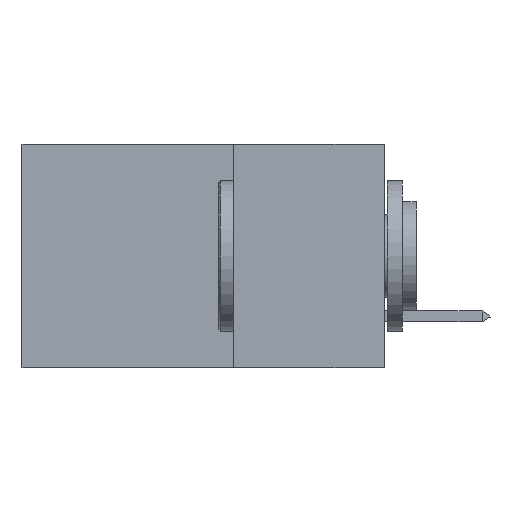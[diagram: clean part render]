
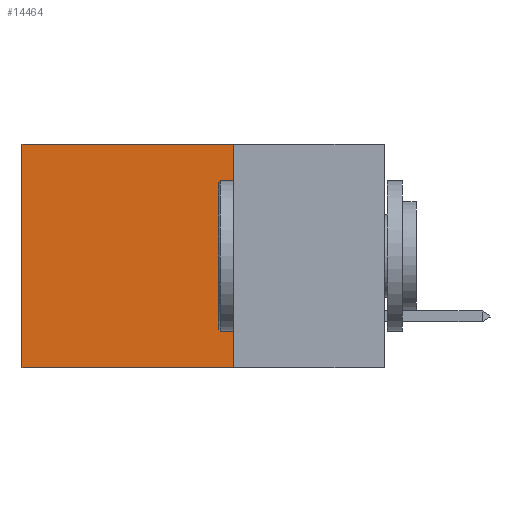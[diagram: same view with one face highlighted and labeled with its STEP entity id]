
A CAD part, left-side view. The second image highlights one B-rep face of the part: STEP entity #14464.
In plain terms, the highlighted planar face has unit normal (-1, 0, 0).
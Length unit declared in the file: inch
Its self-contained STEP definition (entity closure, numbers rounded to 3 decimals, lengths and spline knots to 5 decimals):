
#496 = CARTESIAN_POINT ( 'NONE',  ( 0.2875, 0.6, 0. ) ) ;
#2058 = DIRECTION ( 'NONE',  ( 0., 1., 0. ) ) ;
#3409 = EDGE_CURVE ( 'NONE', #3986, #29479, #8499, .T. ) ;
#3578 = VERTEX_POINT ( 'NONE', #496 ) ;
#3588 = CARTESIAN_POINT ( 'NONE',  ( 0.2875, 0.25, -0.37 ) ) ;
#3986 = VERTEX_POINT ( 'NONE', #17206 ) ;
#4045 = DIRECTION ( 'NONE',  ( 0., 1., 0. ) ) ;
#6636 = VERTEX_POINT ( 'NONE', #29807 ) ;
#8326 = FACE_OUTER_BOUND ( 'NONE', #42543, .T. ) ;
#8499 = LINE ( 'NONE', #28162, #29645 ) ;
#8828 = ORIENTED_EDGE ( 'NONE', *, *, #34483, .T. ) ;
#9420 = CARTESIAN_POINT ( 'NONE',  ( 0.2875, 0.25, 0. ) ) ;
#11230 = CARTESIAN_POINT ( 'NONE',  ( 0.2875, 0.6, 0. ) ) ;
#11611 = LINE ( 'NONE', #19754, #14961 ) ;
#14464 = ADVANCED_FACE ( 'NONE', ( #8326 ), #30716, .F. ) ;
#14961 = VECTOR ( 'NONE', #2058, 39.37008 ) ;
#17206 = CARTESIAN_POINT ( 'NONE',  ( 0.2875, 0.25, 0. ) ) ;
#19754 = CARTESIAN_POINT ( 'NONE',  ( 0.2875, 0.25, 0. ) ) ;
#23069 = CARTESIAN_POINT ( 'NONE',  ( 0.2875, 0.25, -0.37 ) ) ;
#23083 = EDGE_CURVE ( 'NONE', #29479, #6636, #31004, .T. ) ;
#25754 = AXIS2_PLACEMENT_3D ( 'NONE', #9420, #33806, #30094 ) ;
#26733 = ORIENTED_EDGE ( 'NONE', *, *, #30482, .T. ) ;
#27134 = ORIENTED_EDGE ( 'NONE', *, *, #3409, .F. ) ;
#28162 = CARTESIAN_POINT ( 'NONE',  ( 0.2875, 0.25, 0. ) ) ;
#29479 = VERTEX_POINT ( 'NONE', #23069 ) ;
#29645 = VECTOR ( 'NONE', #35415, 39.37008 ) ;
#29807 = CARTESIAN_POINT ( 'NONE',  ( 0.2875, 0.6, -0.37 ) ) ;
#30094 = DIRECTION ( 'NONE',  ( 0., 0., -1. ) ) ;
#30482 = EDGE_CURVE ( 'NONE', #3578, #6636, #32135, .T. ) ;
#30716 = PLANE ( 'NONE',  #25754 ) ;
#31004 = LINE ( 'NONE', #3588, #42630 ) ;
#32135 = LINE ( 'NONE', #11230, #41514 ) ;
#33806 = DIRECTION ( 'NONE',  ( 1., 0., 0. ) ) ;
#34483 = EDGE_CURVE ( 'NONE', #3986, #3578, #11611, .T. ) ;
#35415 = DIRECTION ( 'NONE',  ( 0., 0., -1. ) ) ;
#36055 = DIRECTION ( 'NONE',  ( 0., 0., -1. ) ) ;
#40983 = ORIENTED_EDGE ( 'NONE', *, *, #23083, .F. ) ;
#41514 = VECTOR ( 'NONE', #36055, 39.37008 ) ;
#42543 = EDGE_LOOP ( 'NONE', ( #26733, #40983, #27134, #8828 ) ) ;
#42630 = VECTOR ( 'NONE', #4045, 39.37008 ) ;
